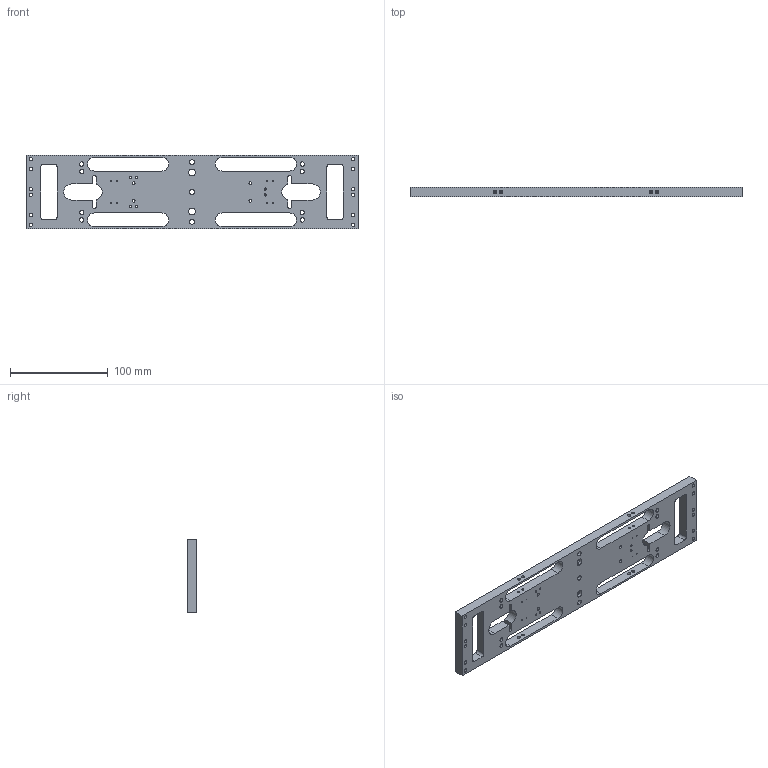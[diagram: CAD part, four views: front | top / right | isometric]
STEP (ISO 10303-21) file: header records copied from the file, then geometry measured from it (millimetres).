
FILE_DESCRIPTION (( 'STEP AP203' ), '1' );
FILE_NAME ('D020134-v1_aLIGO_SUS_HSTS_Main Section Upper Mass.STEP', '2010-07-19T20:26:51', ( ' ' ), ( ' ' ), 'SwSTEP 2.0', 'SolidWorks 2010', '' );
FILE_SCHEMA (( 'CONFIG_CONTROL_DESIGN' ));
Length unit declared in the file: inch
Products named in the file (1): D020134-v1_aLIGO_SUS_HSTS_Main Section Upper Mass
Bounding box: 340 x 10 x 75 mm (x, y, z)
Volume: 172943.3 mm3; surface area: 60792.9 mm2
Topology: 1 solids, 1 shells, 200 faces, 572 edges, 368 vertices
Faces by surface type: cylinder 148, plane 36, cone 16
Entity records: 6963 total; most frequent: CARTESIAN_POINT 1269, DIRECTION 1222, ORIENTED_EDGE 1112, EDGE_CURVE 556, AXIS2_PLACEMENT_3D 481, VERTEX_POINT 368, EDGE_LOOP 328, CIRCLE 280
